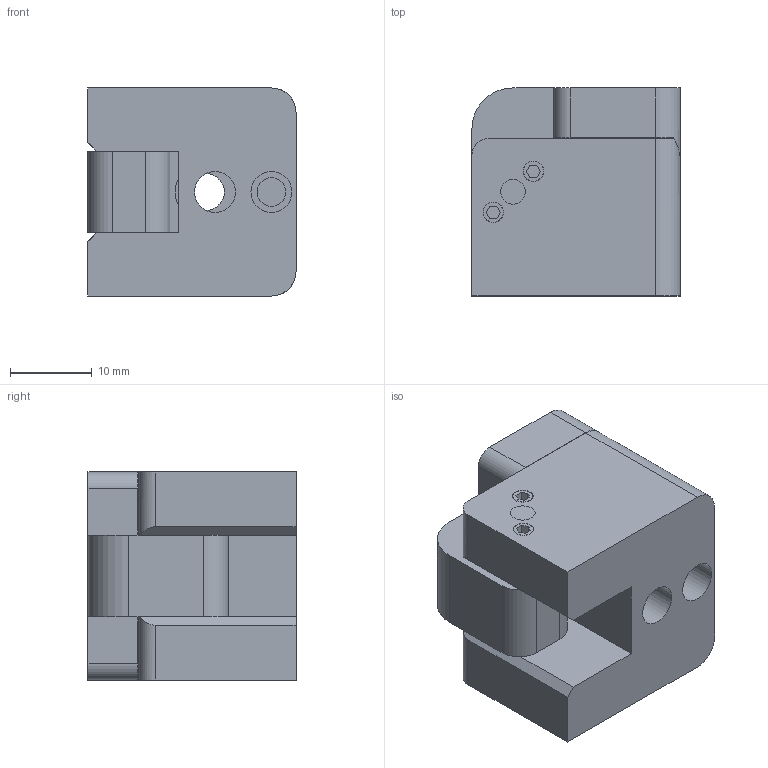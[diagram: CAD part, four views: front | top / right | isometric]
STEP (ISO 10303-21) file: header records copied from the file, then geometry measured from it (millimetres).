
FILE_DESCRIPTION (( 'STEP AP203' ), '1' );
FILE_NAME ('M-FM-2.STEP', '2017-02-23T02:31:57', ( '¦K¬P' ), ( '' ), 'SwSTEP 2.0', 'SolidWorks 2012', '' );
FILE_SCHEMA (( 'CONFIG_CONTROL_DESIGN' ));
Length unit declared in the file: millimetre
Products named in the file (1): M-FM-2
Bounding box: 25.4 x 25.4 x 25.4 mm (x, y, z)
Surface area: 5891.1 mm2 (no closed solid volume)
Topology: 0 solids, 7 shells, 80 faces, 269 edges, 193 vertices
Faces by surface type: plane 56, cylinder 22, cone 2
Full cylindrical faces by diameter (mm): 2.5 x2, 3.3 x4, 4.5 x1, 5 x3, 7.5 x1
Entity records: 2946 total; most frequent: CARTESIAN_POINT 560, DIRECTION 470, ORIENTED_EDGE 413, EDGE_CURVE 253, VERTEX_POINT 190, VECTOR 174, LINE 174, AXIS2_PLACEMENT_3D 148
